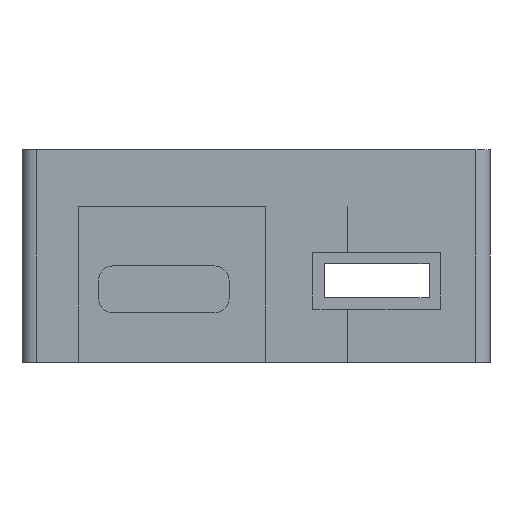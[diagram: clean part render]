
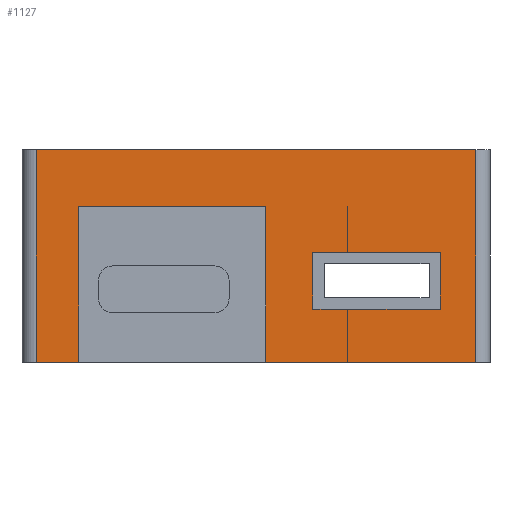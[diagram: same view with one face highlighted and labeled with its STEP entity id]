
A CAD part, front view. The second image highlights one B-rep face of the part: STEP entity #1127.
In plain terms, the highlighted planar face has unit normal (0, -1, 0).
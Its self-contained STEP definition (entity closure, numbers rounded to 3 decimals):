
#43=FACE_OUTER_BOUND('',#100,.T.);
#100=EDGE_LOOP('',(#761,#762,#763,#764,#765,#766,#767,#768,#769,#770,#771,
#772,#773,#774,#775,#776,#777,#778,#779,#780));
#172=LINE('',#1589,#326);
#175=LINE('',#1594,#329);
#176=LINE('',#1596,#330);
#177=LINE('',#1598,#331);
#178=LINE('',#1600,#332);
#179=LINE('',#1602,#333);
#180=LINE('',#1604,#334);
#181=LINE('',#1606,#335);
#182=LINE('',#1608,#336);
#183=LINE('',#1610,#337);
#184=LINE('',#1612,#338);
#185=LINE('',#1614,#339);
#186=LINE('',#1616,#340);
#187=LINE('',#1618,#341);
#188=LINE('',#1620,#342);
#189=LINE('',#1622,#343);
#190=LINE('',#1624,#344);
#191=LINE('',#1626,#345);
#192=LINE('',#1628,#346);
#193=LINE('',#1629,#347);
#326=VECTOR('',#1286,10.);
#329=VECTOR('',#1291,10.);
#330=VECTOR('',#1292,10.);
#331=VECTOR('',#1293,10.);
#332=VECTOR('',#1294,10.);
#333=VECTOR('',#1295,10.);
#334=VECTOR('',#1296,10.);
#335=VECTOR('',#1297,10.);
#336=VECTOR('',#1298,10.);
#337=VECTOR('',#1299,10.);
#338=VECTOR('',#1300,10.);
#339=VECTOR('',#1301,10.);
#340=VECTOR('',#1302,10.);
#341=VECTOR('',#1303,10.);
#342=VECTOR('',#1304,10.);
#343=VECTOR('',#1305,10.);
#344=VECTOR('',#1306,10.);
#345=VECTOR('',#1307,10.);
#346=VECTOR('',#1308,10.);
#347=VECTOR('',#1309,10.);
#479=VERTEX_POINT('',#1587);
#480=VERTEX_POINT('',#1588);
#481=VERTEX_POINT('',#1593);
#482=VERTEX_POINT('',#1595);
#483=VERTEX_POINT('',#1597);
#484=VERTEX_POINT('',#1599);
#485=VERTEX_POINT('',#1601);
#486=VERTEX_POINT('',#1603);
#487=VERTEX_POINT('',#1605);
#488=VERTEX_POINT('',#1607);
#489=VERTEX_POINT('',#1609);
#490=VERTEX_POINT('',#1611);
#491=VERTEX_POINT('',#1613);
#492=VERTEX_POINT('',#1615);
#493=VERTEX_POINT('',#1617);
#494=VERTEX_POINT('',#1619);
#495=VERTEX_POINT('',#1621);
#496=VERTEX_POINT('',#1623);
#497=VERTEX_POINT('',#1625);
#498=VERTEX_POINT('',#1627);
#590=EDGE_CURVE('',#479,#480,#172,.T.);
#593=EDGE_CURVE('',#481,#479,#175,.T.);
#594=EDGE_CURVE('',#480,#482,#176,.T.);
#595=EDGE_CURVE('',#482,#483,#177,.T.);
#596=EDGE_CURVE('',#483,#484,#178,.T.);
#597=EDGE_CURVE('',#485,#484,#179,.T.);
#598=EDGE_CURVE('',#485,#486,#180,.T.);
#599=EDGE_CURVE('',#486,#487,#181,.T.);
#600=EDGE_CURVE('',#487,#488,#182,.T.);
#601=EDGE_CURVE('',#489,#488,#183,.T.);
#602=EDGE_CURVE('',#489,#490,#184,.T.);
#603=EDGE_CURVE('',#491,#490,#185,.T.);
#604=EDGE_CURVE('',#491,#492,#186,.T.);
#605=EDGE_CURVE('',#493,#492,#187,.T.);
#606=EDGE_CURVE('',#494,#493,#188,.T.);
#607=EDGE_CURVE('',#495,#494,#189,.T.);
#608=EDGE_CURVE('',#495,#496,#190,.T.);
#609=EDGE_CURVE('',#496,#497,#191,.T.);
#610=EDGE_CURVE('',#497,#498,#192,.T.);
#611=EDGE_CURVE('',#498,#481,#193,.T.);
#761=ORIENTED_EDGE('',*,*,#593,.T.);
#762=ORIENTED_EDGE('',*,*,#590,.T.);
#763=ORIENTED_EDGE('',*,*,#594,.T.);
#764=ORIENTED_EDGE('',*,*,#595,.T.);
#765=ORIENTED_EDGE('',*,*,#596,.T.);
#766=ORIENTED_EDGE('',*,*,#597,.F.);
#767=ORIENTED_EDGE('',*,*,#598,.T.);
#768=ORIENTED_EDGE('',*,*,#599,.T.);
#769=ORIENTED_EDGE('',*,*,#600,.T.);
#770=ORIENTED_EDGE('',*,*,#601,.F.);
#771=ORIENTED_EDGE('',*,*,#602,.T.);
#772=ORIENTED_EDGE('',*,*,#603,.F.);
#773=ORIENTED_EDGE('',*,*,#604,.T.);
#774=ORIENTED_EDGE('',*,*,#605,.F.);
#775=ORIENTED_EDGE('',*,*,#606,.F.);
#776=ORIENTED_EDGE('',*,*,#607,.F.);
#777=ORIENTED_EDGE('',*,*,#608,.T.);
#778=ORIENTED_EDGE('',*,*,#609,.T.);
#779=ORIENTED_EDGE('',*,*,#610,.T.);
#780=ORIENTED_EDGE('',*,*,#611,.T.);
#1077=PLANE('',#1197);
#1127=ADVANCED_FACE('',(#43),#1077,.T.);
#1197=AXIS2_PLACEMENT_3D('',#1592,#1289,#1290);
#1286=DIRECTION('',(0.,0.,1.));
#1289=DIRECTION('center_axis',(0.,-1.,0.));
#1290=DIRECTION('ref_axis',(1.,0.,0.));
#1291=DIRECTION('',(-1.,0.,0.));
#1292=DIRECTION('',(1.,0.,0.));
#1293=DIRECTION('',(0.,0.,1.));
#1294=DIRECTION('',(1.,0.,0.));
#1295=DIRECTION('',(0.,0.,1.));
#1296=DIRECTION('',(1.,0.,0.));
#1297=DIRECTION('',(0.,0.,-1.));
#1298=DIRECTION('',(-1.,0.,0.));
#1299=DIRECTION('',(0.,0.,1.));
#1300=DIRECTION('',(1.,0.,0.));
#1301=DIRECTION('',(0.,0.,-1.));
#1302=DIRECTION('',(-1.,0.,0.));
#1303=DIRECTION('',(0.,0.,1.));
#1304=DIRECTION('',(-1.,0.,0.));
#1305=DIRECTION('',(0.,0.,-1.));
#1306=DIRECTION('',(1.,0.,0.));
#1307=DIRECTION('',(0.,0.,-1.));
#1308=DIRECTION('',(1.,0.,0.));
#1309=DIRECTION('',(0.,0.,1.));
#1587=CARTESIAN_POINT('',(299.504,0.,3.75));
#1588=CARTESIAN_POINT('',(299.504,0.,7.75));
#1589=CARTESIAN_POINT('',(299.504,0.,8.797));
#1592=CARTESIAN_POINT('Origin',(292.,0.,9.843));
#1593=CARTESIAN_POINT('',(301.965,0.,3.75));
#1594=CARTESIAN_POINT('',(296.002,0.,3.75));
#1595=CARTESIAN_POINT('',(301.965,0.,7.75));
#1596=CARTESIAN_POINT('',(300.252,0.,7.75));
#1597=CARTESIAN_POINT('',(301.965,0.,11.));
#1598=CARTESIAN_POINT('',(301.965,0.,35.5));
#1599=CARTESIAN_POINT('',(301.965,0.,11.));
#1600=CARTESIAN_POINT('',(294.75,0.,11.));
#1601=CARTESIAN_POINT('',(301.965,0.,7.75));
#1602=CARTESIAN_POINT('',(301.965,0.,10.422));
#1603=CARTESIAN_POINT('',(308.504,0.,7.75));
#1604=CARTESIAN_POINT('',(300.252,0.,7.75));
#1605=CARTESIAN_POINT('',(308.504,0.,3.75));
#1606=CARTESIAN_POINT('',(308.504,0.,7.047));
#1607=CARTESIAN_POINT('',(301.965,0.,3.75));
#1608=CARTESIAN_POINT('',(296.002,0.,3.75));
#1609=CARTESIAN_POINT('',(301.965,0.,0.));
#1610=CARTESIAN_POINT('',(301.965,0.,10.422));
#1611=CARTESIAN_POINT('',(311.,0.,0.));
#1612=CARTESIAN_POINT('',(310.,0.,0.));
#1613=CARTESIAN_POINT('',(311.,0.,15.));
#1614=CARTESIAN_POINT('',(311.,0.,9.843));
#1615=CARTESIAN_POINT('',(280.,0.,15.));
#1616=CARTESIAN_POINT('',(292.,0.,15.));
#1617=CARTESIAN_POINT('',(280.,0.,0.));
#1618=CARTESIAN_POINT('',(280.,0.,9.843));
#1619=CARTESIAN_POINT('',(283.,0.,0.));
#1620=CARTESIAN_POINT('',(292.,0.,0.));
#1621=CARTESIAN_POINT('',(283.,0.,11.));
#1622=CARTESIAN_POINT('',(283.,0.,4.922));
#1623=CARTESIAN_POINT('',(296.2,0.,11.));
#1624=CARTESIAN_POINT('',(294.,0.,11.));
#1625=CARTESIAN_POINT('',(296.2,0.,0.));
#1626=CARTESIAN_POINT('',(296.2,0.,4.922));
#1627=CARTESIAN_POINT('',(301.965,0.,0.));
#1628=CARTESIAN_POINT('',(14.843,0.,0.));
#1629=CARTESIAN_POINT('',(301.965,0.,35.5));
